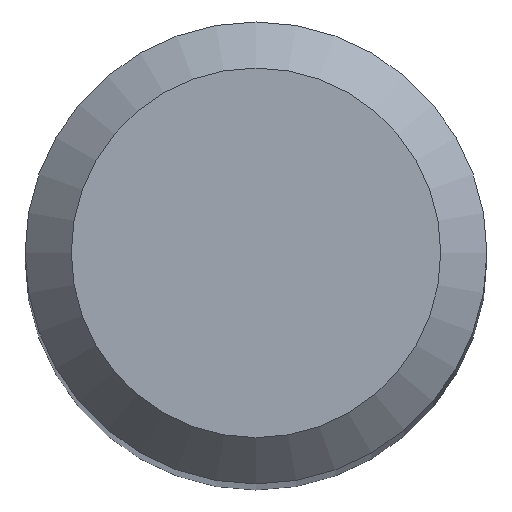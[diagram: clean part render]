
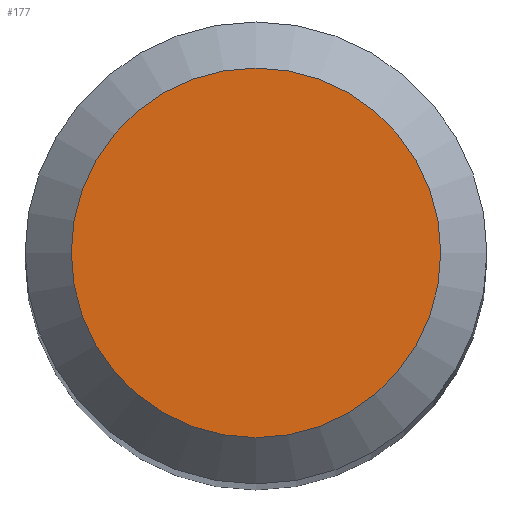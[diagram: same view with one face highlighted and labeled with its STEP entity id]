
A CAD part, top view. The second image highlights one B-rep face of the part: STEP entity #177.
In plain terms, the highlighted planar face has unit normal (0, 0, 1).
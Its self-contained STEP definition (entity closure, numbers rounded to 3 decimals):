
#4 = AXIS2_PLACEMENT_3D ( 'NONE', #58, #19, #37 ) ;
#19 = DIRECTION ( 'NONE',  ( 0., 0., 1. ) ) ;
#21 = CARTESIAN_POINT ( 'NONE',  ( 1.6, 0., 38. ) ) ;
#37 = DIRECTION ( 'NONE',  ( 1., 0., 0. ) ) ;
#47 = DIRECTION ( 'NONE',  ( 1., 0., 0. ) ) ;
#52 = AXIS2_PLACEMENT_3D ( 'NONE', #196, #125, #47 ) ;
#58 = CARTESIAN_POINT ( 'NONE',  ( 0., 0., 38. ) ) ;
#78 = CIRCLE ( 'NONE', #52, 1.6 ) ;
#117 = EDGE_LOOP ( 'NONE', ( #145 ) ) ;
#125 = DIRECTION ( 'NONE',  ( 0., 0., 1. ) ) ;
#145 = ORIENTED_EDGE ( 'NONE', *, *, #210, .T. ) ;
#177 = ADVANCED_FACE ( 'NONE', ( #195 ), #235, .T. ) ;
#195 = FACE_OUTER_BOUND ( 'NONE', #117, .T. ) ;
#196 = CARTESIAN_POINT ( 'NONE',  ( 0., 0., 38. ) ) ;
#210 = EDGE_CURVE ( 'NONE', #216, #216, #78, .T. ) ;
#216 = VERTEX_POINT ( 'NONE', #21 ) ;
#235 = PLANE ( 'NONE',  #4 ) ;
